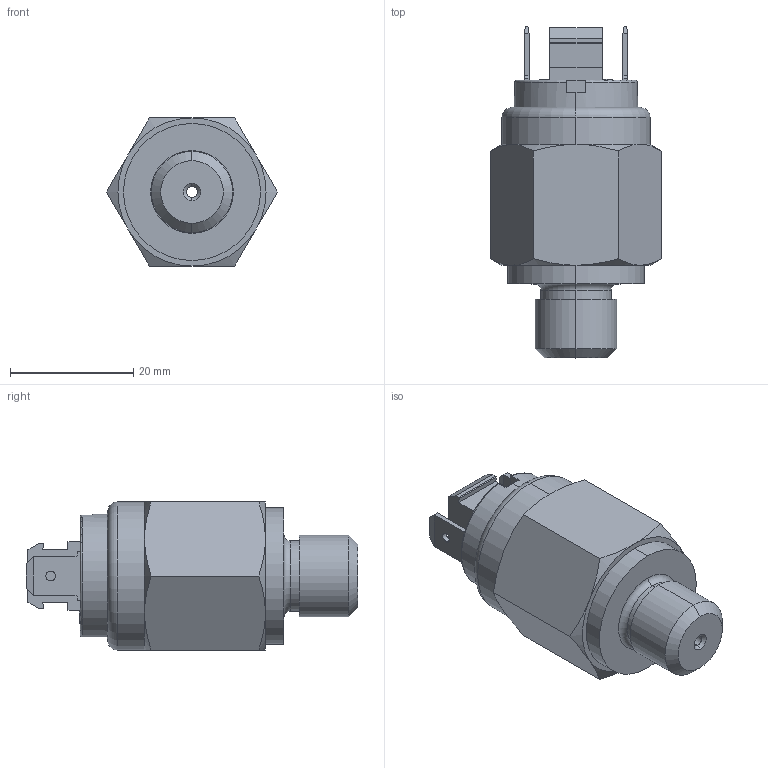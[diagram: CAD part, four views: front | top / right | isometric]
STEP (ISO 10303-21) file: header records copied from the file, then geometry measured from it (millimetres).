
FILE_DESCRIPTION (( 'STEP AP214' ), '1' );
FILE_NAME ('40.STEP', '2020-02-07T16:30:01', ( '' ), ( '' ), 'SwSTEP 2.0', 'SolidWorks 2019', '' );
FILE_SCHEMA (( 'AUTOMOTIVE_DESIGN' ));
Length unit declared in the file: millimetre
Products named in the file (1): 40
Bounding box: 27.71 x 53.8 x 24 mm (x, y, z)
Surface area: 5429.2 mm2 (no closed solid volume)
Topology: 0 solids, 5 shells, 332 faces, 1580 edges, 1163 vertices
Faces by surface type: plane 232, cylinder 44, bspline 30, cone 18, torus 8
Entity records: 20715 total; most frequent: CARTESIAN_POINT 5344, ORIENTED_EDGE 2330, DIRECTION 2064, EDGE_CURVE 1580, VERTEX_POINT 1163, LINE 1106, VECTOR 1106, AXIS2_PLACEMENT_3D 479
